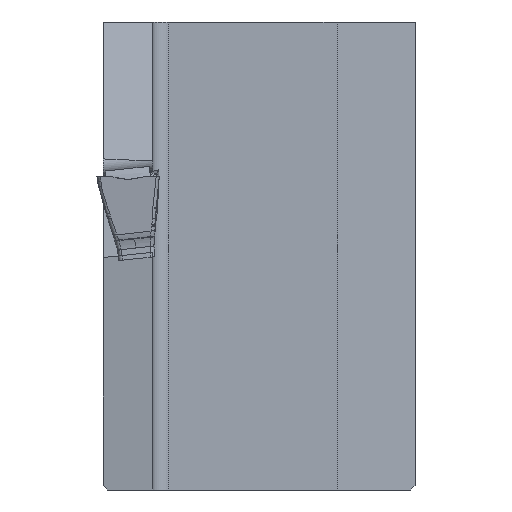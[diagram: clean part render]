
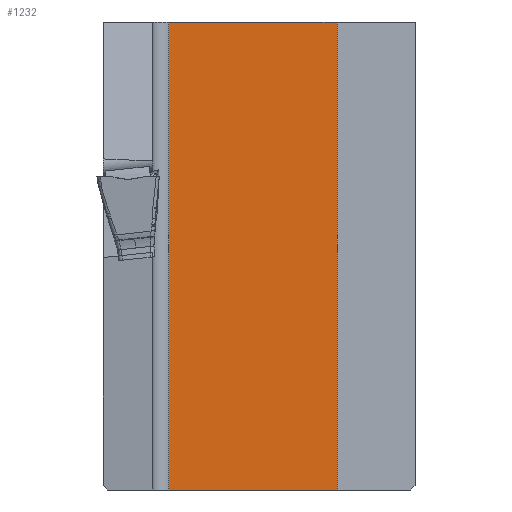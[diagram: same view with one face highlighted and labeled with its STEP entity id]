
A CAD part, left-side view. The second image highlights one B-rep face of the part: STEP entity #1232.
In plain terms, the highlighted planar face has unit normal (-1, 0, 0).
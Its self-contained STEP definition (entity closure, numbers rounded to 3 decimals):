
#1232=ADVANCED_FACE('',(#1421),#1376,.F.);
#1376=PLANE('',#3462);
#1421=FACE_OUTER_BOUND('',#1565,.T.);
#1565=EDGE_LOOP('',(#1810,#1811,#1812,#1813));
#1810=ORIENTED_EDGE('',*,*,#2815,.F.);
#1811=ORIENTED_EDGE('',*,*,#2861,.T.);
#1812=ORIENTED_EDGE('',*,*,#2840,.T.);
#1813=ORIENTED_EDGE('',*,*,#2862,.T.);
#2542=VERTEX_POINT('',#3830);
#2543=VERTEX_POINT('',#3832);
#2561=VERTEX_POINT('',#3880);
#2562=VERTEX_POINT('',#3882);
#2815=EDGE_CURVE('',#2542,#2543,#3220,.T.);
#2840=EDGE_CURVE('',#2562,#2561,#3244,.T.);
#2861=EDGE_CURVE('',#2542,#2562,#3262,.T.);
#2862=EDGE_CURVE('',#2561,#2543,#3263,.T.);
#3220=LINE('',#3831,#3335);
#3244=LINE('',#3881,#3359);
#3262=LINE('',#3921,#3377);
#3263=LINE('',#3922,#3378);
#3335=VECTOR('',#3546,1.);
#3359=VECTOR('',#3584,1.);
#3377=VECTOR('',#3634,1.);
#3378=VECTOR('',#3635,1.);
#3462=AXIS2_PLACEMENT_3D('',#3923,#3636,#3637);
#3546=DIRECTION('',(0.,-1.,0.));
#3584=DIRECTION('',(0.,-1.,0.));
#3634=DIRECTION('',(0.,0.,-1.));
#3635=DIRECTION('',(0.,0.,1.));
#3636=DIRECTION('',(1.,0.,0.));
#3637=DIRECTION('',(0.,0.,-1.));
#3830=CARTESIAN_POINT('',(21.,-4.2,10.));
#3831=CARTESIAN_POINT('',(21.,-35.,10.));
#3832=CARTESIAN_POINT('',(21.,-15.,10.));
#3880=CARTESIAN_POINT('',(21.,-15.,-20.));
#3881=CARTESIAN_POINT('',(21.,-35.,-20.));
#3882=CARTESIAN_POINT('',(21.,-4.2,-20.));
#3921=CARTESIAN_POINT('',(21.,-4.2,10.));
#3922=CARTESIAN_POINT('',(21.,-15.,-35.));
#3923=CARTESIAN_POINT('',(21.,-35.,-20.));
